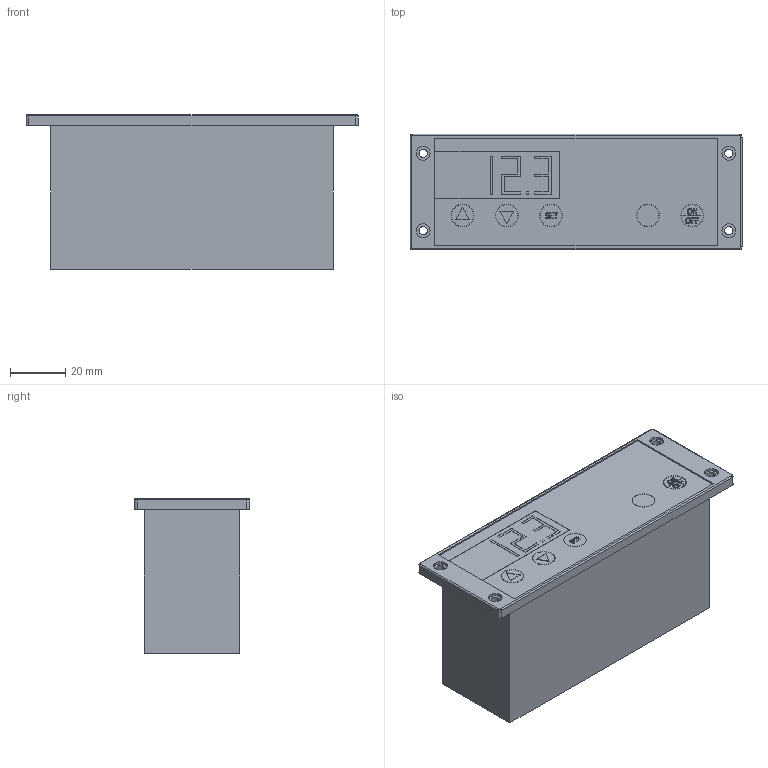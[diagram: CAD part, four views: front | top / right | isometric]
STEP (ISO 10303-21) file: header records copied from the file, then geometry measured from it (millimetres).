
FILE_DESCRIPTION(/* description */ ('Kalt-Warm Regler 230V'),/* implementation_level */ '2;1');
FILE_NAME(/* name */ '81001001.stp',/* time_stamp */ '2020-11-25T09:42:08+01:00',/* author */ ('markus.korner'),/* organization */ (''),/* preprocessor_version */ 'ST-DEVELOPER v18.1',/* originating_system */ 'Autodesk Inventor 2021',/* authorisation */ '');
FILE_SCHEMA (('AUTOMOTIVE_DESIGN { 1 0 10303 214 3 1 1 }'));
Length unit declared in the file: millimetre
Products named in the file (1): 81001001
Bounding box: 120 x 41.7 x 56 mm (x, y, z)
Volume: 200766.6 mm3; surface area: 25746.1 mm2
Topology: 1 solids, 1 shells, 221 faces, 550 edges, 364 vertices
Faces by surface type: plane 147, bspline 48, cylinder 26
Full cylindrical faces by diameter (mm): 3 x4, 5 x4, 8 x5, 8.2 x5
Entity records: 7016 total; most frequent: CARTESIAN_POINT 1873, ORIENTED_EDGE 1100, DIRECTION 866, EDGE_CURVE 550, LINE 406, VECTOR 406, VERTEX_POINT 364, EDGE_LOOP 262
